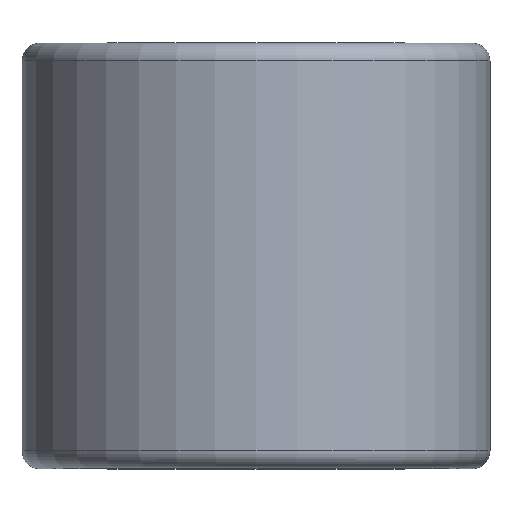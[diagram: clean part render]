
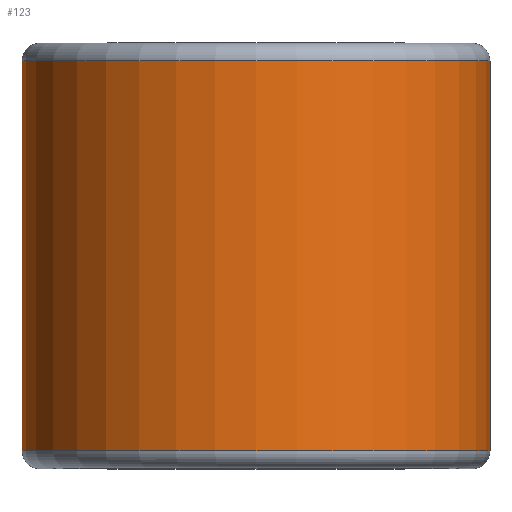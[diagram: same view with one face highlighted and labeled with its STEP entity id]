
A CAD part, top view. The second image highlights one B-rep face of the part: STEP entity #123.
In plain terms, the highlighted cylindrical face has radius 13.2 mm (diameter 26.4 mm), a full revolution.
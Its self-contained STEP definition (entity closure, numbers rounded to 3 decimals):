
#25=LINE('',#237,#28);
#28=VECTOR('',#192,13.2);
#31=CYLINDRICAL_SURFACE('',#157,13.2);
#35=FACE_OUTER_BOUND('',#42,.T.);
#42=EDGE_LOOP('',(#95,#96,#97,#98,#99,#100));
#52=CIRCLE('',#155,13.2);
#53=CIRCLE('',#156,13.2);
#54=CIRCLE('',#158,13.2);
#55=CIRCLE('',#159,13.2);
#66=VERTEX_POINT('',#227);
#67=VERTEX_POINT('',#229);
#68=VERTEX_POINT('',#233);
#69=VERTEX_POINT('',#234);
#77=EDGE_CURVE('',#66,#67,#52,.T.);
#78=EDGE_CURVE('',#67,#66,#53,.T.);
#79=EDGE_CURVE('',#68,#69,#54,.T.);
#80=EDGE_CURVE('',#69,#68,#55,.T.);
#81=EDGE_CURVE('',#69,#67,#25,.T.);
#95=ORIENTED_EDGE('',*,*,#79,.F.);
#96=ORIENTED_EDGE('',*,*,#80,.F.);
#97=ORIENTED_EDGE('',*,*,#81,.T.);
#98=ORIENTED_EDGE('',*,*,#77,.F.);
#99=ORIENTED_EDGE('',*,*,#78,.F.);
#100=ORIENTED_EDGE('',*,*,#81,.F.);
#123=ADVANCED_FACE('',(#35),#31,.T.);
#155=AXIS2_PLACEMENT_3D('',#230,#182,#183);
#156=AXIS2_PLACEMENT_3D('',#231,#184,#185);
#157=AXIS2_PLACEMENT_3D('',#232,#186,#187);
#158=AXIS2_PLACEMENT_3D('',#235,#188,#189);
#159=AXIS2_PLACEMENT_3D('',#236,#190,#191);
#182=DIRECTION('center_axis',(0.,-1.,0.));
#183=DIRECTION('ref_axis',(1.,0.,0.));
#184=DIRECTION('center_axis',(0.,-1.,0.));
#185=DIRECTION('ref_axis',(1.,0.,0.));
#186=DIRECTION('center_axis',(0.,1.,0.));
#187=DIRECTION('ref_axis',(-1.,0.,0.));
#188=DIRECTION('center_axis',(0.,1.,0.));
#189=DIRECTION('ref_axis',(1.,0.,0.));
#190=DIRECTION('center_axis',(0.,1.,0.));
#191=DIRECTION('ref_axis',(1.,0.,0.));
#192=DIRECTION('',(0.,-1.,0.));
#227=CARTESIAN_POINT('',(0.,-1.,13.2));
#229=CARTESIAN_POINT('',(13.2,-1.,0.));
#230=CARTESIAN_POINT('Origin',(0.,-1.,0.));
#231=CARTESIAN_POINT('Origin',(0.,-1.,0.));
#232=CARTESIAN_POINT('Origin',(0.,0.,0.));
#233=CARTESIAN_POINT('',(0.,21.,-13.2));
#234=CARTESIAN_POINT('',(13.2,21.,0.));
#235=CARTESIAN_POINT('Origin',(0.,21.,0.));
#236=CARTESIAN_POINT('Origin',(0.,21.,0.));
#237=CARTESIAN_POINT('',(13.2,0.,0.));
